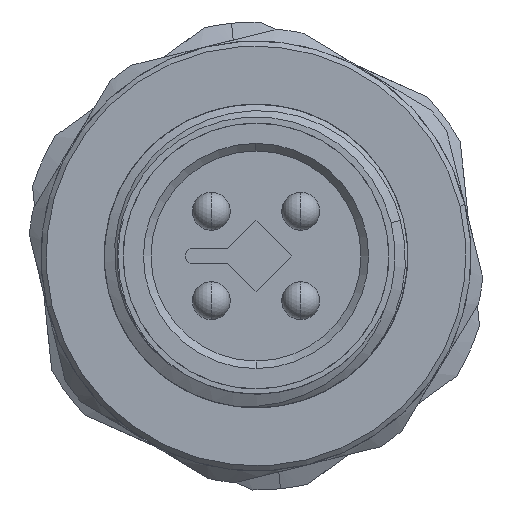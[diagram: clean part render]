
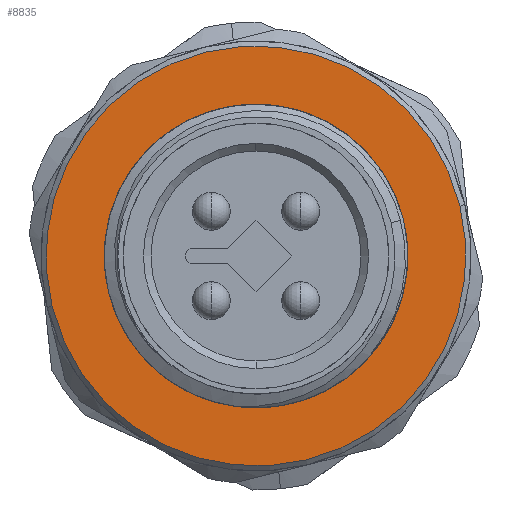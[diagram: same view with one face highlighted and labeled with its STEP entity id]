
A CAD part, left-side view. The second image highlights one B-rep face of the part: STEP entity #8835.
In plain terms, the highlighted planar face has unit normal (-1, 0, 0).
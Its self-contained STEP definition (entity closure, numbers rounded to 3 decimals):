
#218 = EDGE_CURVE ( 'NONE', #14066, #1300, #484, .T. ) ;
#484 = CIRCLE ( 'NONE', #13352, 8.3 ) ;
#835 = ORIENTED_EDGE ( 'NONE', *, *, #1629, .F. ) ;
#955 = CARTESIAN_POINT ( 'NONE',  ( 7.5, 0., 0. ) ) ;
#1300 = VERTEX_POINT ( 'NONE', #14866 ) ;
#1418 = FACE_BOUND ( 'NONE', #17076, .T. ) ;
#1520 = PLANE ( 'NONE',  #6921 ) ;
#1629 = EDGE_CURVE ( 'NONE', #11277, #18836, #7732, .T. ) ;
#3093 = CARTESIAN_POINT ( 'NONE',  ( 7.5, 6., 0. ) ) ;
#4049 = EDGE_LOOP ( 'NONE', ( #7460, #6080 ) ) ;
#4780 = CARTESIAN_POINT ( 'NONE',  ( 7.5, 0., 0. ) ) ;
#6080 = ORIENTED_EDGE ( 'NONE', *, *, #218, .T. ) ;
#6921 = AXIS2_PLACEMENT_3D ( 'NONE', #3093, #17935, #10474 ) ;
#7460 = ORIENTED_EDGE ( 'NONE', *, *, #17080, .T. ) ;
#7732 = CIRCLE ( 'NONE', #15267, 6. ) ;
#7910 = CIRCLE ( 'NONE', #14828, 8.3 ) ;
#8835 = ADVANCED_FACE ( 'NONE', ( #14904, #1418 ), #1520, .F. ) ;
#9739 = CIRCLE ( 'NONE', #18531, 6. ) ;
#10474 = DIRECTION ( 'NONE',  ( 0., 0., -1. ) ) ;
#10783 = DIRECTION ( 'NONE',  ( -1., 0., 0. ) ) ;
#11277 = VERTEX_POINT ( 'NONE', #16298 ) ;
#12167 = DIRECTION ( 'NONE',  ( -1., 0., 0. ) ) ;
#12582 = CARTESIAN_POINT ( 'NONE',  ( 7.5, 0., 0. ) ) ;
#13257 = DIRECTION ( 'NONE',  ( -1., 0., 0. ) ) ;
#13352 = AXIS2_PLACEMENT_3D ( 'NONE', #18160, #12167, #17055 ) ;
#14066 = VERTEX_POINT ( 'NONE', #18929 ) ;
#14163 = DIRECTION ( 'NONE',  ( -1., 0., 0. ) ) ;
#14828 = AXIS2_PLACEMENT_3D ( 'NONE', #955, #13257, #18841 ) ;
#14866 = CARTESIAN_POINT ( 'NONE',  ( 7.5, 0., -8.3 ) ) ;
#14904 = FACE_OUTER_BOUND ( 'NONE', #4049, .T. ) ;
#15267 = AXIS2_PLACEMENT_3D ( 'NONE', #12582, #14163, #19027 ) ;
#15400 = EDGE_CURVE ( 'NONE', #18836, #11277, #9739, .T. ) ;
#15546 = CARTESIAN_POINT ( 'NONE',  ( 7.5, 0., 6. ) ) ;
#16298 = CARTESIAN_POINT ( 'NONE',  ( 7.5, 0., -6. ) ) ;
#16453 = ORIENTED_EDGE ( 'NONE', *, *, #15400, .F. ) ;
#17055 = DIRECTION ( 'NONE',  ( 0., 0., -1. ) ) ;
#17076 = EDGE_LOOP ( 'NONE', ( #16453, #835 ) ) ;
#17080 = EDGE_CURVE ( 'NONE', #1300, #14066, #7910, .T. ) ;
#17568 = DIRECTION ( 'NONE',  ( 0., 0., 1. ) ) ;
#17935 = DIRECTION ( 'NONE',  ( 1., 0., 0. ) ) ;
#18160 = CARTESIAN_POINT ( 'NONE',  ( 7.5, 0., 0. ) ) ;
#18531 = AXIS2_PLACEMENT_3D ( 'NONE', #4780, #10783, #17568 ) ;
#18836 = VERTEX_POINT ( 'NONE', #15546 ) ;
#18841 = DIRECTION ( 'NONE',  ( 0., 0., -1. ) ) ;
#18929 = CARTESIAN_POINT ( 'NONE',  ( 7.5, 0., 8.3 ) ) ;
#19027 = DIRECTION ( 'NONE',  ( 0., 0., 1. ) ) ;
